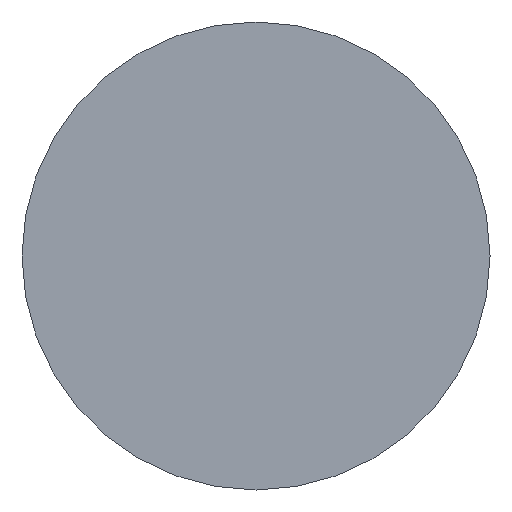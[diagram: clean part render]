
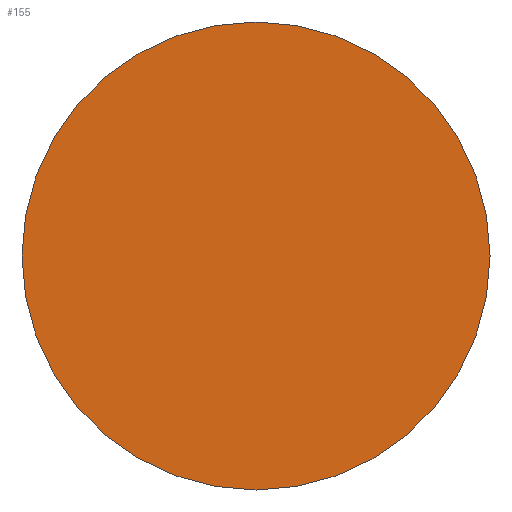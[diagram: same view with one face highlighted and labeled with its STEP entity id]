
A CAD part, front view. The second image highlights one B-rep face of the part: STEP entity #155.
In plain terms, the highlighted planar face has unit normal (0, -1, 0).
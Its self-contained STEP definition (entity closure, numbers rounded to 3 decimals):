
#8 = DIRECTION ( 'NONE',  ( 0., 0., 1. ) ) ;
#28 = DIRECTION ( 'NONE',  ( 0., 1., 0. ) ) ;
#46 = CARTESIAN_POINT ( 'NONE',  ( 12.431, 0., -34.363 ) ) ;
#155 = ADVANCED_FACE ( 'NONE', ( #531 ), #227, .F. ) ;
#167 = CIRCLE ( 'NONE', #217, 93. ) ;
#191 = EDGE_LOOP ( 'NONE', ( #1128, #875 ) ) ;
#217 = AXIS2_PLACEMENT_3D ( 'NONE', #544, #542, #541 ) ;
#227 = PLANE ( 'NONE',  #1061 ) ;
#295 = AXIS2_PLACEMENT_3D ( 'NONE', #692, #691, #296 ) ;
#296 = DIRECTION ( 'NONE',  ( 0., 0., 1. ) ) ;
#333 = CIRCLE ( 'NONE', #295, 93. ) ;
#341 = CARTESIAN_POINT ( 'NONE',  ( 12.431, 0., 58.637 ) ) ;
#531 = FACE_OUTER_BOUND ( 'NONE', #191, .T. ) ;
#541 = DIRECTION ( 'NONE',  ( 0., 0., 1. ) ) ;
#542 = DIRECTION ( 'NONE',  ( 0., 1., 0. ) ) ;
#544 = CARTESIAN_POINT ( 'NONE',  ( 12.431, 0., -34.363 ) ) ;
#687 = VERTEX_POINT ( 'NONE', #775 ) ;
#691 = DIRECTION ( 'NONE',  ( 0., 1., 0. ) ) ;
#692 = CARTESIAN_POINT ( 'NONE',  ( 12.431, 0., -34.363 ) ) ;
#706 = EDGE_CURVE ( 'NONE', #687, #1165, #333, .T. ) ;
#775 = CARTESIAN_POINT ( 'NONE',  ( 12.431, 0., -127.363 ) ) ;
#800 = EDGE_CURVE ( 'NONE', #1165, #687, #167, .T. ) ;
#875 = ORIENTED_EDGE ( 'NONE', *, *, #800, .F. ) ;
#1061 = AXIS2_PLACEMENT_3D ( 'NONE', #46, #28, #8 ) ;
#1128 = ORIENTED_EDGE ( 'NONE', *, *, #706, .F. ) ;
#1165 = VERTEX_POINT ( 'NONE', #341 ) ;
